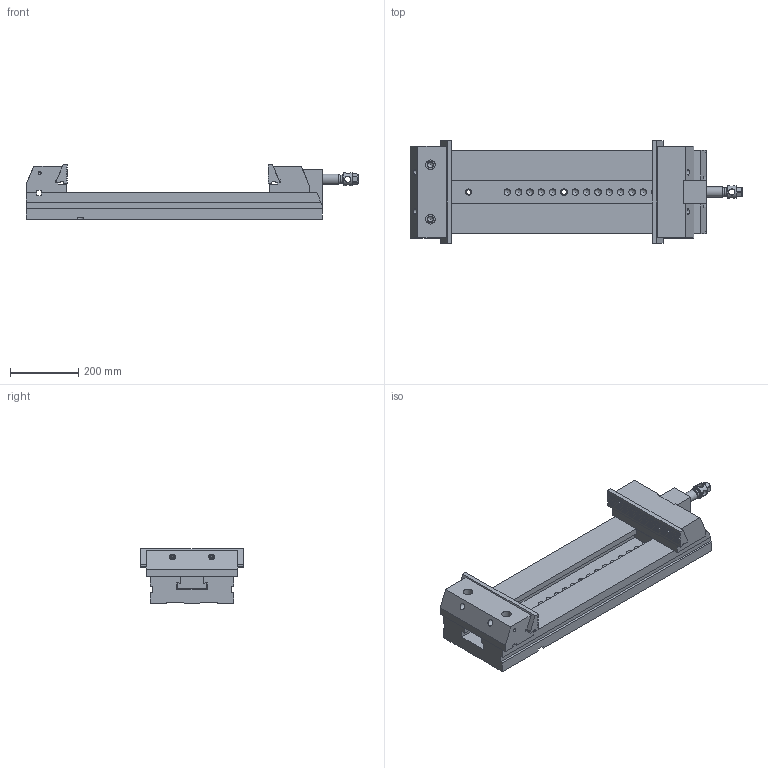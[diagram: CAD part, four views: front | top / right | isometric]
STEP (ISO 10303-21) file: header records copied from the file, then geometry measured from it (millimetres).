
FILE_DESCRIPTION(/* description */ (''),/* implementation_level */ '2;1');
FILE_NAME(/* name */ '30_300S_Mordaza.stp',/* time_stamp */ '2013-10-31T08:24:47+01:00',/* author */ (''),/* organization */ (''),/* preprocessor_version */ 'ST-DEVELOPER v11',/* originating_system */ 'SIEMENS PLM Software NX 7.5',/* authorisation */ '');
FILE_SCHEMA (('CONFIG_CONTROL_DESIGN'));
Length unit declared in the file: millimetre
Products named in the file (1): 30_300S_Mordaza
Bounding box: 974.8 x 300 x 161 mm (x, y, z)
Volume: 18630032.8 mm3; surface area: 1259818.4 mm2
Topology: 11 solids, 11 shells, 406 faces, 1115 edges, 746 vertices
Faces by surface type: plane 258, cylinder 91, cone 35, sphere 19, torus 3
Full cylindrical faces by diameter (mm): 5.188 x5, 6 x1, 8.5 x1, 8.782 x6, 10.5 x4, 10.579 x4, 10.782 x4, 11.5 x4, 13 x4, 14 x2, 16 x4, 17 x2, 17.5 x4, 18 x9, 19 x6, 20 x1, 23 x1, 24 x1, 24.3 x1, 25 x2, 28 x2, 30 x1, 38 x3, 42 x2
Entity records: 11804 total; most frequent: CARTESIAN_POINT 2209, DIRECTION 1956, ORIENTED_EDGE 1768, EDGE_CURVE 884, AXIS2_PLACEMENT_3D 683, VERTEX_POINT 660, EDGE_LOOP 608, LINE 590
